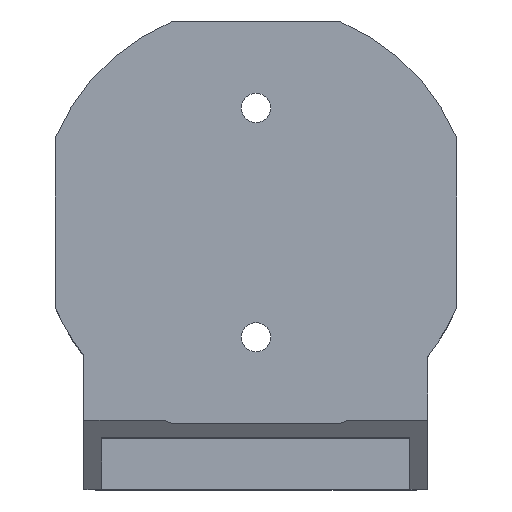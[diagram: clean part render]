
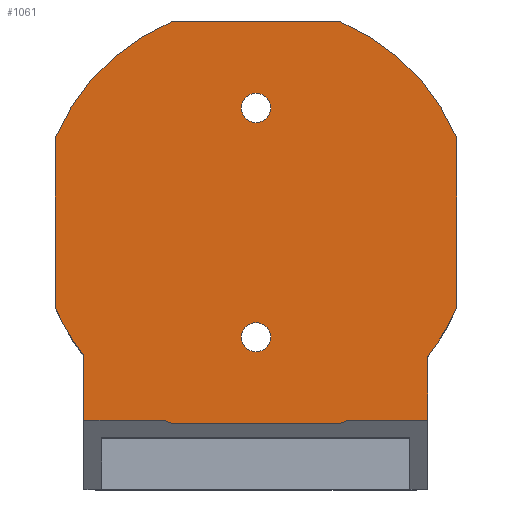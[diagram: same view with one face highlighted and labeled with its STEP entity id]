
A CAD part, top view. The second image highlights one B-rep face of the part: STEP entity #1061.
In plain terms, the highlighted planar face has unit normal (0, 0, 1).
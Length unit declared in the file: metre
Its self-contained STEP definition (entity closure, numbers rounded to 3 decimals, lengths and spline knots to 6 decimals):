
#47=PLANE('',#1168);
#75=CIRCLE('',#1113,0.038);
#76=CIRCLE('',#1116,0.038);
#77=CIRCLE('',#1120,0.038);
#97=CIRCLE('',#1155,0.038);
#98=CIRCLE('',#1158,0.038);
#101=CIRCLE('',#1164,0.038);
#104=CIRCLE('',#1169,0.00255);
#105=CIRCLE('',#1170,0.00255);
#236=ORIENTED_EDGE('',*,*,#491,.F.);
#237=ORIENTED_EDGE('',*,*,#509,.F.);
#238=ORIENTED_EDGE('',*,*,#510,.F.);
#239=ORIENTED_EDGE('',*,*,#440,.F.);
#240=ORIENTED_EDGE('',*,*,#438,.T.);
#241=ORIENTED_EDGE('',*,*,#434,.F.);
#242=ORIENTED_EDGE('',*,*,#511,.F.);
#243=ORIENTED_EDGE('',*,*,#512,.T.);
#244=ORIENTED_EDGE('',*,*,#432,.F.);
#245=ORIENTED_EDGE('',*,*,#487,.F.);
#246=ORIENTED_EDGE('',*,*,#504,.F.);
#247=ORIENTED_EDGE('',*,*,#501,.T.);
#248=ORIENTED_EDGE('',*,*,#496,.F.);
#249=ORIENTED_EDGE('',*,*,#494,.T.);
#250=ORIENTED_EDGE('',*,*,#513,.T.);
#251=ORIENTED_EDGE('',*,*,#514,.F.);
#432=EDGE_CURVE('',#588,#585,#75,.T.);
#434=EDGE_CURVE('',#589,#591,#76,.T.);
#438=EDGE_CURVE('',#593,#591,#692,.T.);
#440=EDGE_CURVE('',#593,#594,#77,.T.);
#487=EDGE_CURVE('',#628,#588,#713,.T.);
#491=EDGE_CURVE('',#631,#632,#97,.T.);
#494=EDGE_CURVE('',#633,#632,#718,.T.);
#496=EDGE_CURVE('',#633,#634,#98,.T.);
#501=EDGE_CURVE('',#637,#634,#723,.T.);
#504=EDGE_CURVE('',#637,#628,#101,.T.);
#509=EDGE_CURVE('',#642,#631,#727,.T.);
#510=EDGE_CURVE('',#594,#642,#728,.F.);
#511=EDGE_CURVE('',#643,#589,#729,.F.);
#512=EDGE_CURVE('',#643,#585,#730,.T.);
#513=EDGE_CURVE('',#644,#644,#104,.T.);
#514=EDGE_CURVE('',#645,#645,#105,.T.);
#585=VERTEX_POINT('',#1521);
#588=VERTEX_POINT('',#1527);
#589=VERTEX_POINT('',#1531);
#591=VERTEX_POINT('',#1534);
#593=VERTEX_POINT('',#1539);
#594=VERTEX_POINT('',#1544);
#628=VERTEX_POINT('',#1680);
#631=VERTEX_POINT('',#1687);
#632=VERTEX_POINT('',#1689);
#633=VERTEX_POINT('',#1694);
#634=VERTEX_POINT('',#1698);
#637=VERTEX_POINT('',#1707);
#642=VERTEX_POINT('',#1724);
#643=VERTEX_POINT('',#1727);
#644=VERTEX_POINT('',#1730);
#645=VERTEX_POINT('',#1732);
#692=LINE('',#1541,#784);
#713=LINE('',#1679,#805);
#718=LINE('',#1693,#810);
#723=LINE('',#1706,#815);
#727=LINE('',#1723,#819);
#728=LINE('',#1725,#820);
#729=LINE('',#1726,#821);
#730=LINE('',#1728,#822);
#784=VECTOR('',#1237,1.);
#805=VECTOR('',#1328,1.);
#810=VECTOR('',#1341,1.);
#815=VECTOR('',#1354,1.);
#819=VECTOR('',#1374,1.);
#820=VECTOR('',#1375,1.);
#821=VECTOR('',#1376,1.);
#822=VECTOR('',#1377,1.);
#899=EDGE_LOOP('',(#236,#237,#238,#239,#240,#241,#242,#243,#244,#245,#246,
#247,#248,#249));
#900=EDGE_LOOP('',(#250));
#901=EDGE_LOOP('',(#251));
#971=FACE_BOUND('',#899,.T.);
#972=FACE_BOUND('',#900,.T.);
#973=FACE_BOUND('',#901,.T.);
#1061=ADVANCED_FACE('',(#971,#972,#973),#47,.F.);
#1113=AXIS2_PLACEMENT_3D('',#1528,#1224,#1225);
#1116=AXIS2_PLACEMENT_3D('',#1533,#1230,#1231);
#1120=AXIS2_PLACEMENT_3D('',#1545,#1242,#1243);
#1155=AXIS2_PLACEMENT_3D('',#1688,#1335,#1336);
#1158=AXIS2_PLACEMENT_3D('',#1697,#1345,#1346);
#1164=AXIS2_PLACEMENT_3D('',#1713,#1362,#1363);
#1168=AXIS2_PLACEMENT_3D('',#1722,#1372,#1373);
#1169=AXIS2_PLACEMENT_3D('',#1729,#1378,#1379);
#1170=AXIS2_PLACEMENT_3D('',#1731,#1380,#1381);
#1224=DIRECTION('',(0.,0.,-1.));
#1225=DIRECTION('',(-1.,0.,0.));
#1230=DIRECTION('',(0.,0.,-1.));
#1231=DIRECTION('',(-1.,0.,0.));
#1237=DIRECTION('',(1.,0.,0.));
#1242=DIRECTION('',(0.,0.,-1.));
#1243=DIRECTION('',(-1.,0.,0.));
#1328=DIRECTION('',(0.,-1.,0.));
#1335=DIRECTION('',(0.,0.,-1.));
#1336=DIRECTION('',(-1.,0.,0.));
#1341=DIRECTION('',(0.,-1.,0.));
#1345=DIRECTION('',(0.,0.,-1.));
#1346=DIRECTION('',(-1.,0.,0.));
#1354=DIRECTION('',(-1.,0.,0.));
#1362=DIRECTION('',(0.,0.,-1.));
#1363=DIRECTION('',(-1.,0.,0.));
#1372=DIRECTION('',(0.,0.,-1.));
#1373=DIRECTION('',(-1.,0.,0.));
#1374=DIRECTION('',(0.,1.,0.));
#1375=DIRECTION('',(1.,0.,0.));
#1376=DIRECTION('',(1.,0.,0.));
#1377=DIRECTION('',(0.,1.,0.));
#1378=DIRECTION('',(0.,0.,-1.));
#1379=DIRECTION('',(-1.,0.,0.));
#1380=DIRECTION('',(0.,0.,1.));
#1381=DIRECTION('',(-1.,0.,0.));
#1521=CARTESIAN_POINT('',(0.03,0.047125,0.059932));
#1527=CARTESIAN_POINT('',(0.03504,0.055701,0.059932));
#1528=CARTESIAN_POINT('',(0.00004,0.0705,0.059932));
#1531=CARTESIAN_POINT('',(0.015969,0.036,0.059932));
#1533=CARTESIAN_POINT('',(0.00004,0.0705,0.059932));
#1534=CARTESIAN_POINT('',(0.014838,0.0355,0.059932));
#1539=CARTESIAN_POINT('',(-0.014759,0.0355,0.059932));
#1541=CARTESIAN_POINT('',(0.010408,0.0355,0.059932));
#1544=CARTESIAN_POINT('',(-0.01589,0.036,0.059932));
#1545=CARTESIAN_POINT('',(0.00004,0.0705,0.059932));
#1679=CARTESIAN_POINT('',(0.03504,0.080868,0.059932));
#1680=CARTESIAN_POINT('',(0.03504,0.085299,0.059932));
#1687=CARTESIAN_POINT('',(-0.03,0.047227,0.059932));
#1688=CARTESIAN_POINT('',(0.00004,0.0705,0.059932));
#1689=CARTESIAN_POINT('',(-0.03496,0.055701,0.059932));
#1693=CARTESIAN_POINT('',(-0.03496,0.080868,0.059932));
#1694=CARTESIAN_POINT('',(-0.03496,0.085299,0.059932));
#1697=CARTESIAN_POINT('',(0.00004,0.0705,0.059932));
#1698=CARTESIAN_POINT('',(-0.014759,0.1055,0.059932));
#1706=CARTESIAN_POINT('',(-0.010328,0.1055,0.059932));
#1707=CARTESIAN_POINT('',(0.014838,0.1055,0.059932));
#1713=CARTESIAN_POINT('',(0.00004,0.0705,0.059932));
#1722=CARTESIAN_POINT('',(0.00004,0.0705,0.059932));
#1723=CARTESIAN_POINT('',(-0.03,0.041614,0.059932));
#1724=CARTESIAN_POINT('',(-0.03,0.036,0.059932));
#1725=CARTESIAN_POINT('',(0.,0.036,0.059932));
#1726=CARTESIAN_POINT('',(0.,0.036,0.059932));
#1727=CARTESIAN_POINT('',(0.03,0.036,0.059932));
#1728=CARTESIAN_POINT('',(0.03,0.041563,0.059932));
#1729=CARTESIAN_POINT('',(0.00004,0.0905,0.059932));
#1730=CARTESIAN_POINT('',(-0.00251,0.0905,0.059932));
#1731=CARTESIAN_POINT('',(0.00004,0.0505,0.059932));
#1732=CARTESIAN_POINT('',(-0.00251,0.0505,0.059932));
